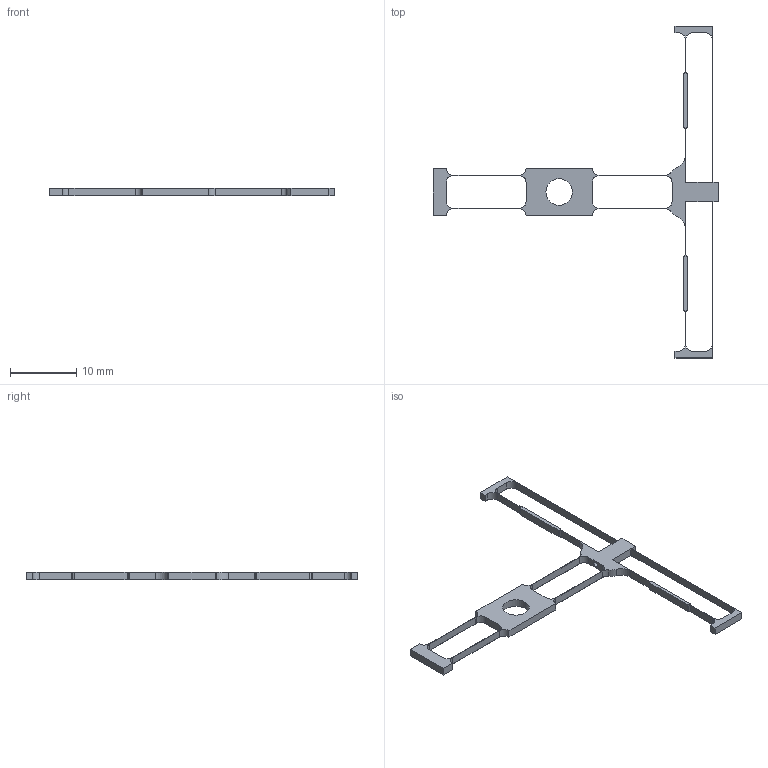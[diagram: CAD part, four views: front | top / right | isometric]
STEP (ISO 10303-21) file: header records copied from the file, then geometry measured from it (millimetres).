
FILE_DESCRIPTION (( 'STEP AP214' ), '1' );
FILE_NAME ('bloc_APX4_V3_1.2mm_V9.STEP', '2020-11-04T13:05:01', ( 'DSI' ), ( 'USMB' ), 'SwSTEP 2.0', 'SolidWorks 2020', '' );
FILE_SCHEMA (( 'AUTOMOTIVE_DESIGN' ));
Length unit declared in the file: millimetre
Products named in the file (1): bloc_APX4_V3_1.2mm_V9
Bounding box: 43.06 x 50 x 1.2 mm (x, y, z)
Volume: 163.5 mm3; surface area: 730.4 mm2
Topology: 1 solids, 1 shells, 95 faces, 276 edges, 184 vertices
Faces by surface type: plane 49, cylinder 46
Entity records: 3491 total; most frequent: DIRECTION 560, CARTESIAN_POINT 556, ORIENTED_EDGE 552, EDGE_CURVE 276, AXIS2_PLACEMENT_3D 188, LINE 184, VERTEX_POINT 184, VECTOR 184
